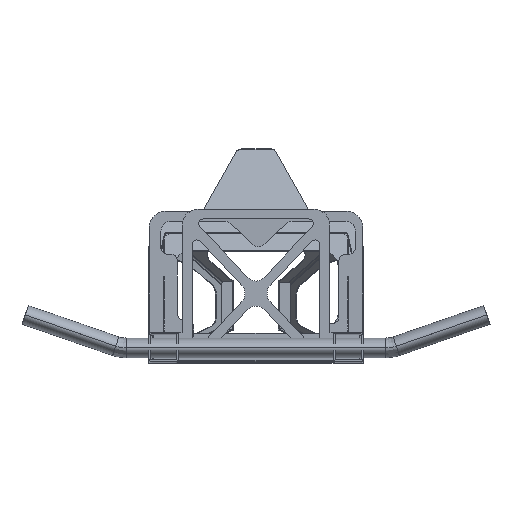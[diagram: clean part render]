
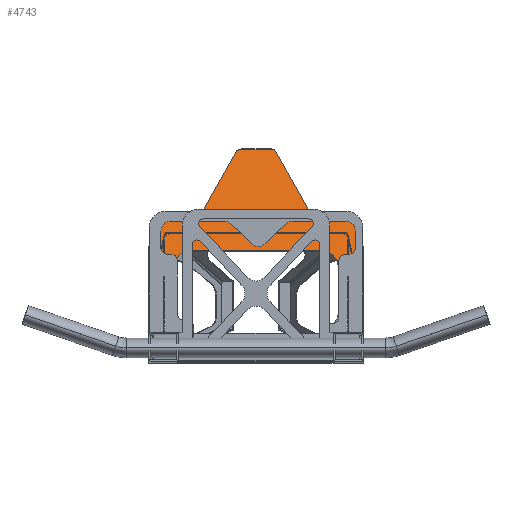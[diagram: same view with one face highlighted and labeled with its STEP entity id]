
A CAD part, top view. The second image highlights one B-rep face of the part: STEP entity #4743.
In plain terms, the highlighted planar face has unit normal (0, 0.342, 0.94).
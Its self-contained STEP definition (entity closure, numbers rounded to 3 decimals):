
#3455=DIRECTION('',(-1.,0.,0.));
#3456=VECTOR('',#3455,75.);
#3457=CARTESIAN_POINT('',(75.,1.326,-0.482));
#3458=LINE('',#3457,#3456);
#3464=DIRECTION('',(-1.,0.,0.));
#3465=VECTOR('',#3464,75.);
#3466=CARTESIAN_POINT('',(650.,1.326,-0.482));
#3467=LINE('',#3466,#3465);
#3485=DIRECTION('',(0.,0.94,-0.342));
#3486=VECTOR('',#3485,67.761);
#3487=CARTESIAN_POINT('',(75.,1.326,-0.482));
#3488=LINE('',#3487,#3486);
#3489=DIRECTION('',(0.,0.94,-0.342));
#3490=VECTOR('',#3489,131.172);
#3491=CARTESIAN_POINT('',(0.,1.326,-0.482));
#3492=LINE('',#3491,#3490);
#3493=CARTESIAN_POINT('',(100.,224.587,-81.743));
#3494=CARTESIAN_POINT('',(91.399,224.587,-81.743));
#3495=CARTESIAN_POINT('',(76.414,222.504,-80.985));
#3496=CARTESIAN_POINT('',(51.457,213.628,-77.754));
#3497=CARTESIAN_POINT('',(27.198,196.014,-71.343));
#3498=CARTESIAN_POINT('',(10.192,171.584,-62.451));
#3499=CARTESIAN_POINT('',(1.865,147.08,-53.533));
#3500=CARTESIAN_POINT('',(0.,132.669,-48.287));
#3501=CARTESIAN_POINT('',(0.,124.587,-45.346));
#3503=DIRECTION('',(-1.,0.,0.));
#3504=VECTOR('',#3503,50.);
#3505=CARTESIAN_POINT('',(150.,224.587,-81.743));
#3506=LINE('',#3505,#3504);
#3507=CARTESIAN_POINT('',(158.829,229.572,-83.557));
#3508=CARTESIAN_POINT('',(157.889,227.91,-82.952));
#3509=CARTESIAN_POINT('',(155.355,225.609,-82.115));
#3510=CARTESIAN_POINT('',(152.003,224.587,-81.743));
#3511=CARTESIAN_POINT('',(150.,224.587,-81.743));
#3513=DIRECTION('',(-0.469,-0.83,0.302));
#3514=VECTOR('',#3513,223.212);
#3515=CARTESIAN_POINT('',(263.621,414.77,-150.964));
#3516=LINE('',#3515,#3514);
#3517=CARTESIAN_POINT('',(281.28,424.741,-154.593));
#3518=CARTESIAN_POINT('',(277.274,424.741,-154.593));
#3519=CARTESIAN_POINT('',(270.57,422.696,-153.849));
#3520=CARTESIAN_POINT('',(265.502,418.094,-152.174));
#3521=CARTESIAN_POINT('',(263.621,414.77,-150.964));
#3523=DIRECTION('',(-1.,0.,0.));
#3524=VECTOR('',#3523,87.44);
#3525=CARTESIAN_POINT('',(368.72,424.741,-154.593));
#3526=LINE('',#3525,#3524);
#3527=CARTESIAN_POINT('',(386.379,414.77,-150.964));
#3528=CARTESIAN_POINT('',(384.498,418.094,-152.174));
#3529=CARTESIAN_POINT('',(379.43,422.696,-153.849));
#3530=CARTESIAN_POINT('',(372.726,424.741,-154.593));
#3531=CARTESIAN_POINT('',(368.72,424.741,-154.593));
#3533=DIRECTION('',(-0.469,0.83,-0.302));
#3534=VECTOR('',#3533,223.212);
#3535=CARTESIAN_POINT('',(491.171,229.572,-83.557));
#3536=LINE('',#3535,#3534);
#3537=CARTESIAN_POINT('',(500.,224.587,-81.743));
#3538=CARTESIAN_POINT('',(497.997,224.587,-81.743));
#3539=CARTESIAN_POINT('',(494.645,225.609,-82.115));
#3540=CARTESIAN_POINT('',(492.111,227.91,-82.952));
#3541=CARTESIAN_POINT('',(491.171,229.572,-83.557));
#3543=DIRECTION('',(-1.,0.,0.));
#3544=VECTOR('',#3543,50.);
#3545=CARTESIAN_POINT('',(550.,224.587,-81.743));
#3546=LINE('',#3545,#3544);
#3547=CARTESIAN_POINT('',(650.,124.587,-45.346));
#3548=CARTESIAN_POINT('',(650.,132.669,-48.287));
#3549=CARTESIAN_POINT('',(648.135,147.08,-53.533));
#3550=CARTESIAN_POINT('',(639.808,171.584,-62.451));
#3551=CARTESIAN_POINT('',(622.802,196.014,-71.343));
#3552=CARTESIAN_POINT('',(598.543,213.628,-77.754));
#3553=CARTESIAN_POINT('',(573.586,222.504,-80.985));
#3554=CARTESIAN_POINT('',(558.601,224.587,-81.743));
#3555=CARTESIAN_POINT('',(550.,224.587,-81.743));
#3557=DIRECTION('',(0.,0.94,-0.342));
#3558=VECTOR('',#3557,131.172);
#3559=CARTESIAN_POINT('',(650.,1.326,-0.482));
#3560=LINE('',#3559,#3558);
#3561=DIRECTION('',(0.,0.94,-0.342));
#3562=VECTOR('',#3561,67.761);
#3563=CARTESIAN_POINT('',(575.,1.326,-0.482));
#3564=LINE('',#3563,#3562);
#3565=CARTESIAN_POINT('',(575.,65.,-23.658));
#3566=CARTESIAN_POINT('',(575.,69.041,-25.129));
#3567=CARTESIAN_POINT('',(574.067,76.247,-27.752));
#3568=CARTESIAN_POINT('',(569.904,88.499,-32.211));
#3569=CARTESIAN_POINT('',(561.401,100.714,-36.657));
#3570=CARTESIAN_POINT('',(549.271,109.521,-39.862));
#3571=CARTESIAN_POINT('',(536.793,113.959,-41.478));
#3572=CARTESIAN_POINT('',(529.3,115.,-41.857));
#3573=CARTESIAN_POINT('',(525.,115.,-41.857));
#3575=DIRECTION('',(1.,0.,0.));
#3576=VECTOR('',#3575,400.);
#3577=CARTESIAN_POINT('',(125.,115.,-41.857));
#3578=LINE('',#3577,#3576);
#3579=CARTESIAN_POINT('',(125.,115.,-41.857));
#3580=CARTESIAN_POINT('',(120.7,115.,-41.857));
#3581=CARTESIAN_POINT('',(113.207,113.959,-41.478));
#3582=CARTESIAN_POINT('',(100.729,109.521,-39.862));
#3583=CARTESIAN_POINT('',(88.599,100.714,-36.657));
#3584=CARTESIAN_POINT('',(80.096,88.499,-32.211));
#3585=CARTESIAN_POINT('',(75.933,76.247,-27.752));
#3586=CARTESIAN_POINT('',(75.,69.041,-25.129));
#3587=CARTESIAN_POINT('',(75.,65.,-23.658));
#4301=CARTESIAN_POINT('',(650.,1.326,-0.482));
#4302=CARTESIAN_POINT('',(650.,124.587,-45.346));
#4303=VERTEX_POINT('',#4301);
#4304=VERTEX_POINT('',#4302);
#4305=VERTEX_POINT('',#3555);
#4306=CARTESIAN_POINT('',(500.,224.587,-81.743));
#4307=VERTEX_POINT('',#4306);
#4308=VERTEX_POINT('',#3541);
#4309=CARTESIAN_POINT('',(386.379,414.77,-150.964));
#4310=VERTEX_POINT('',#4309);
#4311=VERTEX_POINT('',#3531);
#4312=CARTESIAN_POINT('',(281.28,424.741,-154.593));
#4313=VERTEX_POINT('',#4312);
#4314=VERTEX_POINT('',#3521);
#4315=CARTESIAN_POINT('',(158.829,229.572,-83.557));
#4316=VERTEX_POINT('',#4315);
#4317=VERTEX_POINT('',#3511);
#4318=CARTESIAN_POINT('',(100.,224.587,-81.743));
#4319=VERTEX_POINT('',#4318);
#4320=VERTEX_POINT('',#3501);
#4321=CARTESIAN_POINT('',(0.,1.326,-0.482));
#4322=VERTEX_POINT('',#4321);
#4357=CARTESIAN_POINT('',(75.,1.326,-0.482));
#4358=CARTESIAN_POINT('',(75.,65.,-23.658));
#4359=VERTEX_POINT('',#4357);
#4360=VERTEX_POINT('',#4358);
#4361=VERTEX_POINT('',#3579);
#4362=VERTEX_POINT('',#3565);
#4363=VERTEX_POINT('',#3573);
#4364=CARTESIAN_POINT('',(575.,1.326,-0.482));
#4365=VERTEX_POINT('',#4364);
#4699=CARTESIAN_POINT('',(495.56,0.,0.));
#4700=DIRECTION('',(0.,-0.342,-0.94));
#4701=DIRECTION('',(-1.,0.,0.));
#4702=AXIS2_PLACEMENT_3D('',#4699,#4700,#4701);
#4703=PLANE('',#4702);
#4704=ORIENTED_EDGE('',*,*,#4689,.F.);
#4705=ORIENTED_EDGE('',*,*,#4650,.T.);
#4707=ORIENTED_EDGE('',*,*,#4706,.T.);
#4709=ORIENTED_EDGE('',*,*,#4708,.F.);
#4711=ORIENTED_EDGE('',*,*,#4710,.F.);
#4713=ORIENTED_EDGE('',*,*,#4712,.F.);
#4715=ORIENTED_EDGE('',*,*,#4714,.F.);
#4717=ORIENTED_EDGE('',*,*,#4716,.F.);
#4719=ORIENTED_EDGE('',*,*,#4718,.F.);
#4721=ORIENTED_EDGE('',*,*,#4720,.F.);
#4723=ORIENTED_EDGE('',*,*,#4722,.F.);
#4725=ORIENTED_EDGE('',*,*,#4724,.F.);
#4727=ORIENTED_EDGE('',*,*,#4726,.F.);
#4729=ORIENTED_EDGE('',*,*,#4728,.F.);
#4731=ORIENTED_EDGE('',*,*,#4730,.F.);
#4732=ORIENTED_EDGE('',*,*,#4662,.T.);
#4734=ORIENTED_EDGE('',*,*,#4733,.T.);
#4736=ORIENTED_EDGE('',*,*,#4735,.T.);
#4738=ORIENTED_EDGE('',*,*,#4737,.F.);
#4740=ORIENTED_EDGE('',*,*,#4739,.T.);
#4741=EDGE_LOOP('',(#4704,#4705,#4707,#4709,#4711,#4713,#4715,#4717,#4719,#4721,
#4723,#4725,#4727,#4729,#4731,#4732,#4734,#4736,#4738,#4740));
#4742=FACE_OUTER_BOUND('',#4741,.F.);
#4743=ADVANCED_FACE('',(#4742),#4703,.F.);
#3502=B_SPLINE_CURVE_WITH_KNOTS('',3,(#3493,#3494,#3495,#3496,#3497,#3498,#3499,
#3500,#3501),.UNSPECIFIED.,.F.,.F.,(4,1,1,1,1,1,4),(0.,0.125,0.25,0.5,
0.75,0.875,1.),.UNSPECIFIED.);
#3512=B_SPLINE_CURVE_WITH_KNOTS('',3,(#3507,#3508,#3509,#3510,#3511),
.UNSPECIFIED.,.F.,.F.,(4,1,4),(0.,0.5,1.),.UNSPECIFIED.);
#3522=B_SPLINE_CURVE_WITH_KNOTS('',3,(#3517,#3518,#3519,#3520,#3521),
.UNSPECIFIED.,.F.,.F.,(4,1,4),(0.,0.5,1.),.UNSPECIFIED.);
#3532=B_SPLINE_CURVE_WITH_KNOTS('',3,(#3527,#3528,#3529,#3530,#3531),
.UNSPECIFIED.,.F.,.F.,(4,1,4),(0.,0.5,1.),.UNSPECIFIED.);
#3542=B_SPLINE_CURVE_WITH_KNOTS('',3,(#3537,#3538,#3539,#3540,#3541),
.UNSPECIFIED.,.F.,.F.,(4,1,4),(0.,0.5,1.),.UNSPECIFIED.);
#3556=B_SPLINE_CURVE_WITH_KNOTS('',3,(#3547,#3548,#3549,#3550,#3551,#3552,#3553,
#3554,#3555),.UNSPECIFIED.,.F.,.F.,(4,1,1,1,1,1,4),(0.,0.125,0.25,0.5,
0.75,0.875,1.),.UNSPECIFIED.);
#3574=B_SPLINE_CURVE_WITH_KNOTS('',3,(#3565,#3566,#3567,#3568,#3569,#3570,#3571,
#3572,#3573),.UNSPECIFIED.,.F.,.F.,(4,1,1,1,1,1,4),(0.,0.125,0.25,0.5,
0.75,0.875,1.),.UNSPECIFIED.);
#3588=B_SPLINE_CURVE_WITH_KNOTS('',3,(#3579,#3580,#3581,#3582,#3583,#3584,#3585,
#3586,#3587),.UNSPECIFIED.,.F.,.F.,(4,1,1,1,1,1,4),(0.,0.125,0.25,0.5,
0.75,0.875,1.),.UNSPECIFIED.);
#4650=EDGE_CURVE('',#4359,#4322,#3458,.T.);
#4662=EDGE_CURVE('',#4303,#4365,#3467,.T.);
#4689=EDGE_CURVE('',#4359,#4360,#3488,.T.);
#4706=EDGE_CURVE('',#4322,#4320,#3492,.T.);
#4708=EDGE_CURVE('',#4319,#4320,#3502,.T.);
#4710=EDGE_CURVE('',#4317,#4319,#3506,.T.);
#4712=EDGE_CURVE('',#4316,#4317,#3512,.T.);
#4714=EDGE_CURVE('',#4314,#4316,#3516,.T.);
#4716=EDGE_CURVE('',#4313,#4314,#3522,.T.);
#4718=EDGE_CURVE('',#4311,#4313,#3526,.T.);
#4720=EDGE_CURVE('',#4310,#4311,#3532,.T.);
#4722=EDGE_CURVE('',#4308,#4310,#3536,.T.);
#4724=EDGE_CURVE('',#4307,#4308,#3542,.T.);
#4726=EDGE_CURVE('',#4305,#4307,#3546,.T.);
#4728=EDGE_CURVE('',#4304,#4305,#3556,.T.);
#4730=EDGE_CURVE('',#4303,#4304,#3560,.T.);
#4733=EDGE_CURVE('',#4365,#4362,#3564,.T.);
#4735=EDGE_CURVE('',#4362,#4363,#3574,.T.);
#4737=EDGE_CURVE('',#4361,#4363,#3578,.T.);
#4739=EDGE_CURVE('',#4361,#4360,#3588,.T.);
